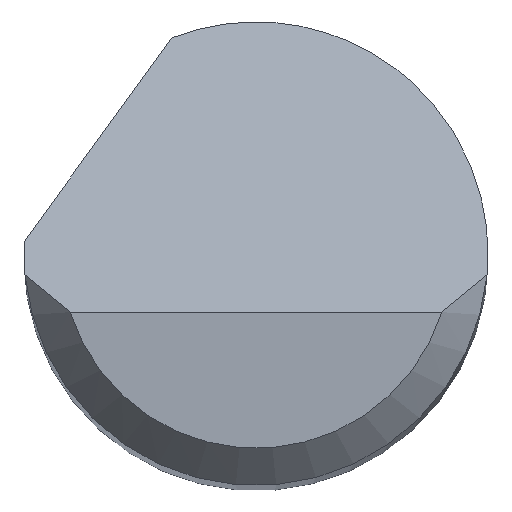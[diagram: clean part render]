
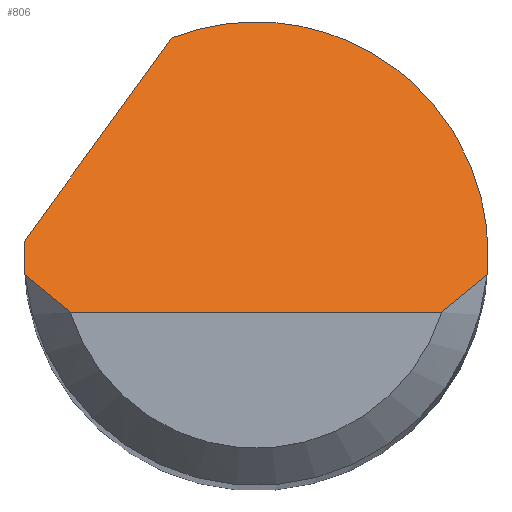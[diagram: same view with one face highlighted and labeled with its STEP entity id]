
A CAD part, top view. The second image highlights one B-rep face of the part: STEP entity #806.
In plain terms, the highlighted planar face has unit normal (0, 0.707, 0.707).
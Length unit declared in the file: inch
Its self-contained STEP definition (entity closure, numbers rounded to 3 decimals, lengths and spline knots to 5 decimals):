
#32 = DIRECTION ( 'NONE',  ( 1., 0., 0. ) ) ;
#34 = ORIENTED_EDGE ( 'NONE', *, *, #468, .F. ) ;
#43 = DIRECTION ( 'NONE',  ( 0., 0.707, -0.707 ) ) ;
#58 = FACE_OUTER_BOUND ( 'NONE', #508, .T. ) ;
#66 = CARTESIAN_POINT ( 'NONE',  ( 0.09334, -0.00875, 1.485 ) ) ;
#90 = B_SPLINE_CURVE_WITH_KNOTS ( 'NONE', 3,
 ( #342, #682, #492, #484 ),
 .UNSPECIFIED., .F., .F.,
 ( 4, 4 ),
 ( 0., 0.00071 ),
 .UNSPECIFIED. ) ;
#94 = VERTEX_POINT ( 'NONE', #66 ) ;
#100 = CARTESIAN_POINT ( 'NONE',  ( 0.09375, -0.00292, 1.47917 ) ) ;
#154 = CARTESIAN_POINT ( 'NONE',  ( 0.07508, -0.02375, 1.5 ) ) ;
#160 = CARTESIAN_POINT ( 'NONE',  ( 0., -0.02375, 1.5 ) ) ;
#162 = VERTEX_POINT ( 'NONE', #154 ) ;
#168 =( BOUNDED_CURVE ( )  B_SPLINE_CURVE ( 3, ( #209, #681, #687, #286 ),
 .UNSPECIFIED., .F., .F. ) 
 B_SPLINE_CURVE_WITH_KNOTS ( ( 4, 4 ),
 ( 4.71239, 4.76575 ),
 .UNSPECIFIED. ) 
 CURVE ( )  GEOMETRIC_REPRESENTATION_ITEM ( )  RATIONAL_B_SPLINE_CURVE ( ( 1., 1., 1., 1. ) ) 
 REPRESENTATION_ITEM ( '' )  );
#178 = DIRECTION ( 'NONE',  ( 0., -0.707, -0.707 ) ) ;
#183 = CARTESIAN_POINT ( 'NONE',  ( -0.09361, -0.00584, 1.48209 ) ) ;
#187 = CARTESIAN_POINT ( 'NONE',  ( 0.08761, -0.01397, 1.49022 ) ) ;
#207 = VERTEX_POINT ( 'NONE', #216 ) ;
#209 = CARTESIAN_POINT ( 'NONE',  ( -0.09375, 0., 1.47625 ) ) ;
#216 = CARTESIAN_POINT ( 'NONE',  ( -0.09375, 0., 1.47625 ) ) ;
#224 = EDGE_CURVE ( 'NONE', #575, #842, #90, .T. ) ;
#234 = CARTESIAN_POINT ( 'NONE',  ( 0.09375, 0., 1.47625 ) ) ;
#239 = CARTESIAN_POINT ( 'NONE',  ( 0.09334, -0.00875, 1.485 ) ) ;
#242 = AXIS2_PLACEMENT_3D ( 'NONE', #854, #178, #43 ) ;
#260 = CARTESIAN_POINT ( 'NONE',  ( 0.07508, -0.02375, 1.5 ) ) ;
#286 = CARTESIAN_POINT ( 'NONE',  ( -0.09362, 0.005, 1.47125 ) ) ;
#291 = ORIENTED_EDGE ( 'NONE', *, *, #690, .T. ) ;
#306 = CARTESIAN_POINT ( 'NONE',  ( -0.11014, -0.01781, 1.49406 ) ) ;
#342 = CARTESIAN_POINT ( 'NONE',  ( -0.09334, -0.00875, 1.485 ) ) ;
#347 = EDGE_CURVE ( 'NONE', #473, #449, #825, .T. ) ;
#350 = ORIENTED_EDGE ( 'NONE', *, *, #224, .T. ) ;
#357 = LINE ( 'NONE', #160, #720 ) ;
#360 = CARTESIAN_POINT ( 'NONE',  ( 0.03379, 0.11369, 1.36256 ) ) ;
#371 = CARTESIAN_POINT ( 'NONE',  ( 0.09375, 0.07266, 1.40359 ) ) ;
#421 = CARTESIAN_POINT ( 'NONE',  ( 0.09375, 0., 1.47625 ) ) ;
#449 = VERTEX_POINT ( 'NONE', #577 ) ;
#451 = CARTESIAN_POINT ( 'NONE',  ( -0.09375, -0.00292, 1.47917 ) ) ;
#468 = EDGE_CURVE ( 'NONE', #575, #207, #777, .T. ) ;
#470 = CARTESIAN_POINT ( 'NONE',  ( -0.07508, -0.02375, 1.5 ) ) ;
#473 = VERTEX_POINT ( 'NONE', #527 ) ;
#484 = CARTESIAN_POINT ( 'NONE',  ( -0.07508, -0.02375, 1.5 ) ) ;
#492 = CARTESIAN_POINT ( 'NONE',  ( -0.08157, -0.019, 1.49525 ) ) ;
#498 = VECTOR ( 'NONE', #831, 39.37008 ) ;
#508 = EDGE_LOOP ( 'NONE', ( #291, #768, #549, #760, #540, #801, #34, #350 ) ) ;
#526 = PLANE ( 'NONE',  #242 ) ;
#527 = CARTESIAN_POINT ( 'NONE',  ( -0.09362, 0.005, 1.47125 ) ) ;
#540 = ORIENTED_EDGE ( 'NONE', *, *, #347, .F. ) ;
#541 = CARTESIAN_POINT ( 'NONE',  ( -0.09334, -0.00875, 1.485 ) ) ;
#549 = ORIENTED_EDGE ( 'NONE', *, *, #639, .F. ) ;
#558 =( BOUNDED_CURVE ( )  B_SPLINE_CURVE ( 3, ( #843, #360, #371, #234 ),
 .UNSPECIFIED., .F., .F. ) 
 B_SPLINE_CURVE_WITH_KNOTS ( ( 4, 4 ),
 ( 5.91277, 7.85398 ),
 .UNSPECIFIED. ) 
 CURVE ( )  GEOMETRIC_REPRESENTATION_ITEM ( )  RATIONAL_B_SPLINE_CURVE ( ( 1., 0.71, 0.71, 1. ) ) 
 REPRESENTATION_ITEM ( '' )  );
#567 = CARTESIAN_POINT ( 'NONE',  ( 0.09375, 0., 1.47625 ) ) ;
#568 = EDGE_CURVE ( 'NONE', #207, #473, #168, .T. ) ;
#572 = B_SPLINE_CURVE_WITH_KNOTS ( 'NONE', 3,
 ( #260, #585, #187, #794 ),
 .UNSPECIFIED., .F., .F.,
 ( 4, 4 ),
 ( 0., 0.00071 ),
 .UNSPECIFIED. ) ;
#575 = VERTEX_POINT ( 'NONE', #541 ) ;
#577 = CARTESIAN_POINT ( 'NONE',  ( -0.03394, 0.08739, 1.38886 ) ) ;
#585 = CARTESIAN_POINT ( 'NONE',  ( 0.08157, -0.019, 1.49525 ) ) ;
#618 = VERTEX_POINT ( 'NONE', #421 ) ;
#626 = CARTESIAN_POINT ( 'NONE',  ( 0.09361, -0.00584, 1.48209 ) ) ;
#639 = EDGE_CURVE ( 'NONE', #618, #94, #860, .T. ) ;
#648 = EDGE_CURVE ( 'NONE', #449, #618, #558, .T. ) ;
#681 = CARTESIAN_POINT ( 'NONE',  ( -0.09375, 0.00167, 1.47458 ) ) ;
#682 = CARTESIAN_POINT ( 'NONE',  ( -0.08761, -0.01397, 1.49022 ) ) ;
#687 = CARTESIAN_POINT ( 'NONE',  ( -0.09371, 0.00333, 1.47292 ) ) ;
#690 = EDGE_CURVE ( 'NONE', #842, #162, #357, .T. ) ;
#718 = CARTESIAN_POINT ( 'NONE',  ( -0.09375, 0., 1.47625 ) ) ;
#720 = VECTOR ( 'NONE', #32, 39.37008 ) ;
#760 = ORIENTED_EDGE ( 'NONE', *, *, #648, .F. ) ;
#768 = ORIENTED_EDGE ( 'NONE', *, *, #796, .T. ) ;
#777 =( BOUNDED_CURVE ( )  B_SPLINE_CURVE ( 3, ( #786, #183, #451, #718 ),
 .UNSPECIFIED., .F., .F. ) 
 B_SPLINE_CURVE_WITH_KNOTS ( ( 4, 4 ),
 ( 4.61892, 4.71239 ),
 .UNSPECIFIED. ) 
 CURVE ( )  GEOMETRIC_REPRESENTATION_ITEM ( )  RATIONAL_B_SPLINE_CURVE ( ( 1., 0.999, 0.999, 1. ) ) 
 REPRESENTATION_ITEM ( '' )  );
#786 = CARTESIAN_POINT ( 'NONE',  ( -0.09334, -0.00875, 1.485 ) ) ;
#794 = CARTESIAN_POINT ( 'NONE',  ( 0.09334, -0.00875, 1.485 ) ) ;
#796 = EDGE_CURVE ( 'NONE', #162, #94, #572, .T. ) ;
#801 = ORIENTED_EDGE ( 'NONE', *, *, #568, .F. ) ;
#806 = ADVANCED_FACE ( 'NONE', ( #58 ), #526, .F. ) ;
#825 = LINE ( 'NONE', #306, #498 ) ;
#831 = DIRECTION ( 'NONE',  ( 0.456, 0.629, -0.629 ) ) ;
#842 = VERTEX_POINT ( 'NONE', #470 ) ;
#843 = CARTESIAN_POINT ( 'NONE',  ( -0.03394, 0.08739, 1.38886 ) ) ;
#854 = CARTESIAN_POINT ( 'NONE',  ( -0.09375, -0.02375, 1.5 ) ) ;
#860 =( BOUNDED_CURVE ( )  B_SPLINE_CURVE ( 3, ( #567, #100, #626, #239 ),
 .UNSPECIFIED., .F., .F. ) 
 B_SPLINE_CURVE_WITH_KNOTS ( ( 4, 4 ),
 ( 1.5708, 1.66427 ),
 .UNSPECIFIED. ) 
 CURVE ( )  GEOMETRIC_REPRESENTATION_ITEM ( )  RATIONAL_B_SPLINE_CURVE ( ( 1., 0.999, 0.999, 1. ) ) 
 REPRESENTATION_ITEM ( '' )  );
